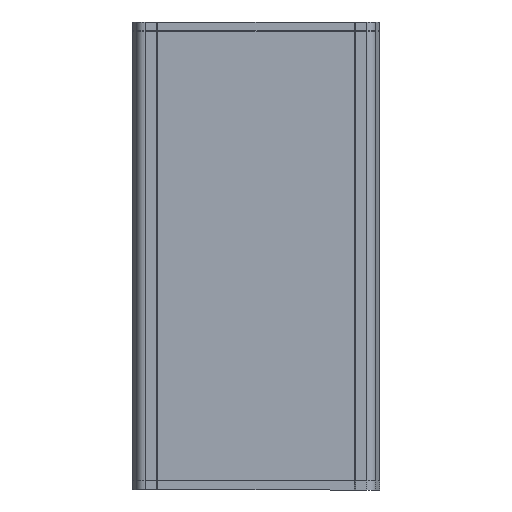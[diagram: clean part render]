
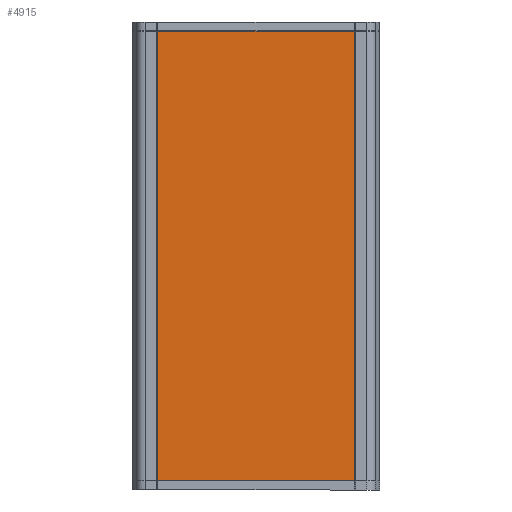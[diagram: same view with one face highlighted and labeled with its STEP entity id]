
A CAD part, front view. The second image highlights one B-rep face of the part: STEP entity #4915.
In plain terms, the highlighted planar face has unit normal (0, -1, 0).
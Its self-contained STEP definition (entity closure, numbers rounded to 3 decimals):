
#4876=CARTESIAN_POINT('',(-4.169,-11.141,0.0));
#4877=DIRECTION('',(0.0,-1.0,0.0));
#4878=DIRECTION('',(0.0,0.0,-1.0));
#4879=AXIS2_PLACEMENT_3D('',#4876,#4877,#4878);
#4880=PLANE('',#4879);
#4881=CARTESIAN_POINT('',(17.631,-11.141,100.0));
#4882=VERTEX_POINT('',#4881);
#4883=CARTESIAN_POINT('',(-25.969,-11.141,100.0));
#4884=VERTEX_POINT('',#4883);
#4885=CARTESIAN_POINT('',(17.631,-11.141,100.0));
#4886=DIRECTION('',(-1.0,0.0,0.0));
#4887=VECTOR('',#4886,43.6);
#4888=LINE('',#4885,#4887);
#4889=EDGE_CURVE('',#4882,#4884,#4888,.T.);
#4890=ORIENTED_EDGE('',*,*,#4889,.T.);
#4891=CARTESIAN_POINT('',(-25.969,-11.141,0.0));
#4892=VERTEX_POINT('',#4891);
#4893=CARTESIAN_POINT('',(-25.969,-11.141,0.0));
#4894=DIRECTION('',(0.0,0.0,1.0));
#4895=VECTOR('',#4894,100.0);
#4896=LINE('',#4893,#4895);
#4897=EDGE_CURVE('',#4892,#4884,#4896,.T.);
#4898=ORIENTED_EDGE('',*,*,#4897,.F.);
#4899=CARTESIAN_POINT('',(17.631,-11.141,0.0));
#4900=VERTEX_POINT('',#4899);
#4901=CARTESIAN_POINT('',(17.631,-11.141,0.0));
#4902=DIRECTION('',(-1.0,0.0,0.0));
#4903=VECTOR('',#4902,43.6);
#4904=LINE('',#4901,#4903);
#4905=EDGE_CURVE('',#4900,#4892,#4904,.T.);
#4906=ORIENTED_EDGE('',*,*,#4905,.F.);
#4907=CARTESIAN_POINT('',(17.631,-11.141,0.0));
#4908=DIRECTION('',(0.0,0.0,1.0));
#4909=VECTOR('',#4908,100.0);
#4910=LINE('',#4907,#4909);
#4911=EDGE_CURVE('',#4900,#4882,#4910,.T.);
#4912=ORIENTED_EDGE('',*,*,#4911,.T.);
#4913=EDGE_LOOP('',(#4890,#4898,#4906,#4912));
#4914=FACE_OUTER_BOUND('',#4913,.T.);
#4915=ADVANCED_FACE('',(#4914),#4880,.T.);
